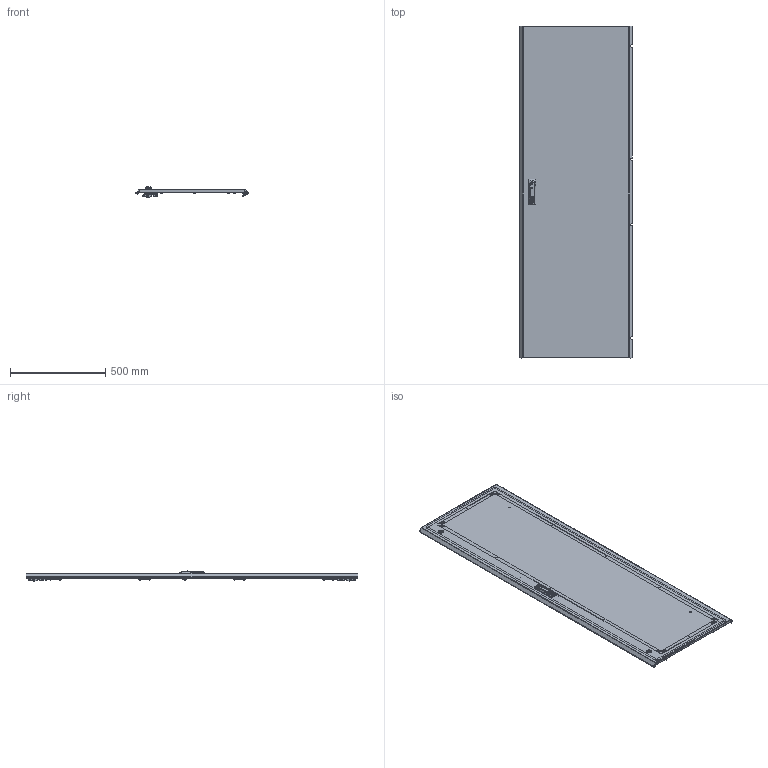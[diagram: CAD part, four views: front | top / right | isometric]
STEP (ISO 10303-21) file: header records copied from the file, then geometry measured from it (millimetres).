
FILE_DESCRIPTION (( 'STEP AP203' ), '1' );
FILE_NAME ('MA1.200.060618.30.00 AleSta-D18M600 Äâåðü ñïëîøíàÿ äëÿ øêàôîâ ALESTA ÂõØ 1800õ600.STEP', '2024-05-30T17:17:03', ( '' ), ( '' ), 'SwSTEP 2.0', 'SolidWorks 2021', '' );
FILE_SCHEMA (( 'CONFIG_CONTROL_DESIGN' ));
Length unit declared in the file: millimetre
Products named in the file (23): Ãàéêà ñàìîêîíòðÿùàÿñÿ ñ íåéëîíîâîé âñòàâêîé Ì6 DIN 985, êëàññ ïðî÷íîñòè 8, îöèíêîâàííàÿ ñòàëü_Œ6; MA1.200.060620.31.01 Ïîëîòíî äâåðè ñïëîøíîé 2000õ600_1800å600; MS463-2-3(1); MA1.200.060620.31.00 Äâåðü ñïëîøíàÿ äëÿ øêàôîâ ALESTA ÂõØ 2000õ600_1800å600; êðåïëåíèå_êðóãëîé_òÿãè_RG1020-1.stp; Îñü ïåòëè 4õ52_‚¨­â A.M4x0,5x40 ƒŽ‘’ 11644-75; MA1.200.060620.31.05 Óãëîâîé óïîð äâåðíîé òÿãè; òÿãà_lg001-2.STEP_‚ =1800; Áîëò øåñòèãðàííûé Ì5õ12 DIN 933, êëàññ ïðî÷íîñòè 8.8, îöèíêîâàííàÿ ñòàëü; äåðæàòåëü_êðóãëîé_òÿãèRG002-RG1010-2-i-RG1010-3-.stp; Óïëîòíèòåëü ïàíåëè íèæíåé_‚=1800; Øïèëüêà Ì6õ12_˜¯¨«ìª  Œ6å12; Íàâåñêà íà êîðïóñ ïîä êëåïêó; MA1.200.060620.31.02 Ðåéêà íà äâåðü âåðòèêàëüíàÿ Â = 2000_‚=1800; Ïåòëÿ íà äâåðü ï-îáðàçíàÿ; MA1.200.060620.31.03 Ðåéêà íà äâåðü ãîðèçîíòàëüíàÿ Ø = 600_˜ = 600; Øïèëüêà Ì6õ12_˜¯¨«ìª  Œ6å20; Âèíò ñàìîíàðåçàþùèé ñ ïîòàéíîé ãîëîâêîé Ì5x14 DIN 7500 M TORX, êëàññ ïðî÷íîñòè 8.8, îöèíêîâàííàÿ ñòàëü_Œ5å12; MA1.200.060618.30.00 AleSta-D18M600 Äâåðü ñïëîøíàÿ äëÿ øêàôîâ ALESTA ÂõØ 1800õ600; MA1.200.060620.31.04 ðèãåëü çàìêà äâåðè; 諘蜱齁罻 022 瀁錒瀔隮; Âèíò_ðåçüáîâûäàâëèâàþùèé_Ì5õ12_DIN 7500E_00; Ãàéêà ñàìîêîíòðÿùàÿñÿ ñ íåéëîíîâîé âñòàâêîé Ì6 DIN 985, êëàññ ïðî÷íîñòè 8, îöèíêîâàííàÿ ñòàëü_Œ5
Assembly tree (85 placements, depth 3):
  MA1.200.060618.30.00 AleSta-D18M600 Äâåðü ñïëîøíàÿ äëÿ øêàôîâ ALESTA ÂõØ 1800õ600
    MA1.200.060620.31.00 Äâåðü ñïëîøíàÿ äëÿ øêàôîâ ALESTA ÂõØ 2000õ600_1800å600
      MA1.200.060620.31.01 Ïîëîòíî äâåðè ñïëîøíîé 2000õ600_1800å600
      Øïèëüêà Ì6õ12_˜¯¨«ìª  Œ6å12  x2
      Óïëîòíèòåëü ïàíåëè íèæíåé_‚=1800
      Øïèëüêà Ì6õ12_˜¯¨«ìª  Œ6å20  x18
      Ïåòëÿ íà äâåðü ï-îáðàçíàÿ  x4
    MA1.200.060620.31.03 Ðåéêà íà äâåðü ãîðèçîíòàëüíàÿ Ø = 600_˜ = 600  x2
    諘蜱齁罻 022 瀁錒瀔隮  x4
    MA1.200.060620.31.02 Ðåéêà íà äâåðü âåðòèêàëüíàÿ Â = 2000_‚=1800  x2
    äåðæàòåëü_êðóãëîé_òÿãèRG002-RG1010-2-i-RG1010-3-.stp  x2
    òÿãà_lg001-2.STEP_‚ =1800  x2
    êðåïëåíèå_êðóãëîé_òÿãè_RG1020-1.stp  x2
    MS463-2-3(1)
    Ãàéêà ñàìîêîíòðÿùàÿñÿ ñ íåéëîíîâîé âñòàâêîé Ì6 DIN 985, êëàññ ïðî÷íîñòè 8, îöèíêîâàííàÿ ñòàëü_Œ6  x16
    Ãàéêà ñàìîêîíòðÿùàÿñÿ ñ íåéëîíîâîé âñòàâêîé Ì6 DIN 985, êëàññ ïðî÷íîñòè 8, îöèíêîâàííàÿ ñòàëü_Œ5  x2
    Áîëò øåñòèãðàííûé Ì5õ12 DIN 933, êëàññ ïðî÷íîñòè 8.8, îöèíêîâàííàÿ ñòàëü  x2
    MA1.200.060620.31.04 ðèãåëü çàìêà äâåðè
    MA1.200.060620.31.05 Óãëîâîé óïîð äâåðíîé òÿãè  x2
    Âèíò_ðåçüáîâûäàâëèâàþùèé_Ì5õ12_DIN 7500E_00  x4
    Íàâåñêà íà êîðïóñ ïîä êëåïêó  x4
    Îñü ïåòëè 4õ52_‚¨­â A.M4x0,5x40 ƒŽ‘’ 11644-75  x4
    Âèíò ñàìîíàðåçàþùèé ñ ïîòàéíîé ãîëîâêîé Ì5x14 DIN 7500 M TORX, êëàññ ïðî÷íîñòè 8.8, îöèíêîâàííàÿ ñòàëü_Œ5å12  x8
Bounding box: 591.81 x 1745 x 52.74 mm (x, y, z)
Volume: 2443687.1 mm3; surface area: 2959832.6 mm2
Topology: 119 solids, 133 shells, 6133 faces, 15186 edges, 9236 vertices
Faces by surface type: plane 2491, cylinder 2425, bspline 665, cone 257, torus 197, sphere 98
Entity records: 139228 total; most frequent: CARTESIAN_POINT 58819, ORIENTED_EDGE 16246, DIRECTION 15241, EDGE_CURVE 8140, AXIS2_PLACEMENT_3D 5442, VERTEX_POINT 5080, LINE 4357, VECTOR 4357
